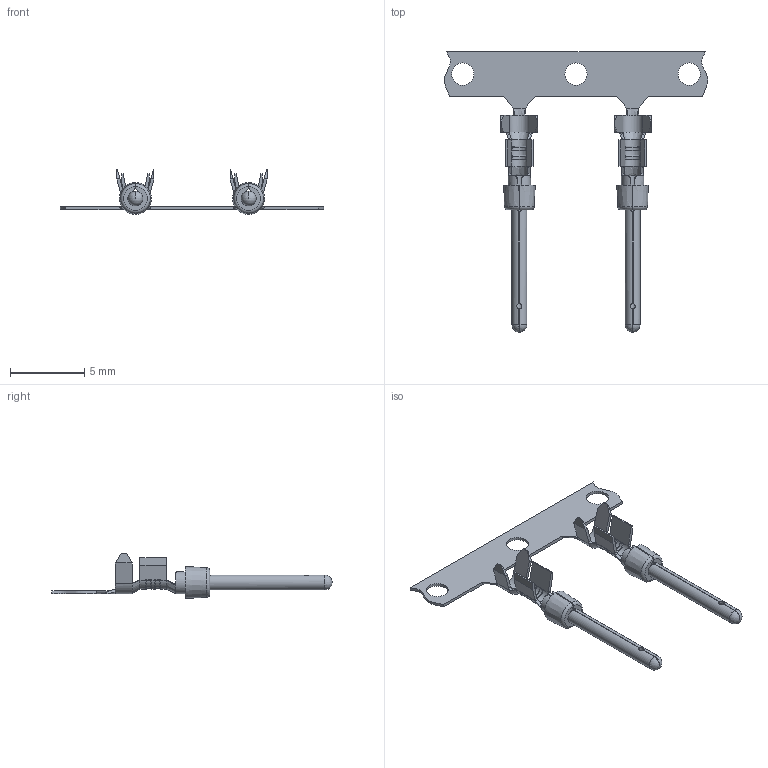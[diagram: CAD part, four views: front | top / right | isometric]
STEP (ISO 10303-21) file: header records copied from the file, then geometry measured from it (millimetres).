
FILE_DESCRIPTION( ( 'Unknown' ), '1' );
FILE_NAME( '618x0413722.stp', 'Unknown', ( 'Unknown' ), ( 'Unknown' ), 'PSStep 18.0.17', 'Unknown', ' ' );
FILE_SCHEMA( ( 'AUTOMOTIVE_DESIGN { 1 0 10303 214 1 1 1 1 }' ) );
Length unit declared in the file: millimetre
Products named in the file (2): Assem1; 618x0413722_Dual
Assembly tree (1 placements, depth 2):
  Assem1
    618x0413722_Dual
Bounding box: 17.72 x 18.87 x 3.02 mm (x, y, z)
Volume: 30.5 mm3; surface area: 337.7 mm2
Topology: 1 solids, 1 shells, 276 faces, 741 edges, 463 vertices
Faces by surface type: plane 115, cylinder 91, bspline 42, torus 18, sphere 4, cone 4, extrusion 2
Full cylindrical faces by diameter (mm): 1.5 x3
Entity records: 12859 total; most frequent: CARTESIAN_POINT 4261, ORIENTED_EDGE 1460, DIRECTION 1134, EDGE_CURVE 730, VERTEX_POINT 459, AXIS2_PLACEMENT_3D 403, VECTOR 328, LINE 326
